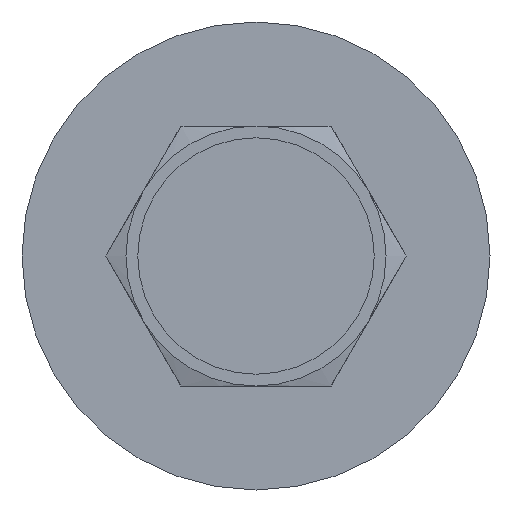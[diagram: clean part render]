
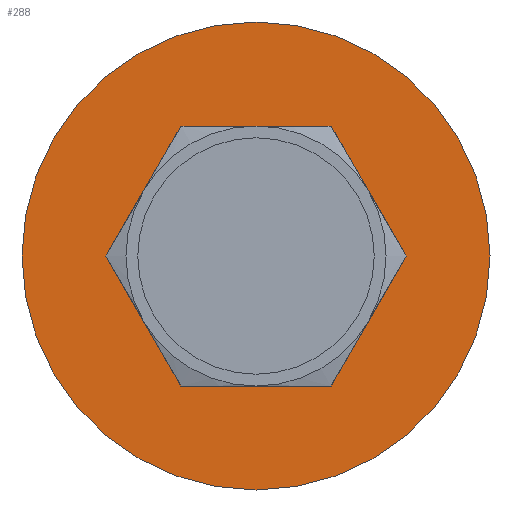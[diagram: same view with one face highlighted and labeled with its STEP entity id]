
A CAD part, left-side view. The second image highlights one B-rep face of the part: STEP entity #288.
In plain terms, the highlighted planar face has unit normal (-1, 0, 0).
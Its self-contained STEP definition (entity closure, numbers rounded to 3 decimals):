
#40=FACE_BOUND('',#95,.T.);
#48=LINE('',#440,#60);
#49=LINE('',#442,#61);
#50=LINE('',#444,#62);
#51=LINE('',#446,#63);
#52=LINE('',#448,#64);
#53=LINE('',#449,#65);
#60=VECTOR('',#354,5.774);
#61=VECTOR('',#355,5.774);
#62=VECTOR('',#356,5.774);
#63=VECTOR('',#357,5.774);
#64=VECTOR('',#358,5.774);
#65=VECTOR('',#359,5.774);
#72=FACE_OUTER_BOUND('',#94,.T.);
#94=EDGE_LOOP('',(#202));
#95=EDGE_LOOP('',(#203,#204,#205,#206,#207,#208));
#124=CIRCLE('',#313,9.);
#138=VERTEX_POINT('',#436);
#139=VERTEX_POINT('',#438);
#140=VERTEX_POINT('',#439);
#141=VERTEX_POINT('',#441);
#142=VERTEX_POINT('',#443);
#143=VERTEX_POINT('',#445);
#144=VERTEX_POINT('',#447);
#164=EDGE_CURVE('',#138,#138,#124,.T.);
#165=EDGE_CURVE('',#139,#140,#48,.T.);
#166=EDGE_CURVE('',#140,#141,#49,.T.);
#167=EDGE_CURVE('',#141,#142,#50,.T.);
#168=EDGE_CURVE('',#142,#143,#51,.T.);
#169=EDGE_CURVE('',#143,#144,#52,.T.);
#170=EDGE_CURVE('',#144,#139,#53,.T.);
#202=ORIENTED_EDGE('',*,*,#164,.F.);
#203=ORIENTED_EDGE('',*,*,#165,.T.);
#204=ORIENTED_EDGE('',*,*,#166,.T.);
#205=ORIENTED_EDGE('',*,*,#167,.T.);
#206=ORIENTED_EDGE('',*,*,#168,.T.);
#207=ORIENTED_EDGE('',*,*,#169,.T.);
#208=ORIENTED_EDGE('',*,*,#170,.T.);
#278=PLANE('',#312);
#288=ADVANCED_FACE('',(#72,#40),#278,.T.);
#312=AXIS2_PLACEMENT_3D('',#435,#350,#351);
#313=AXIS2_PLACEMENT_3D('',#437,#352,#353);
#350=DIRECTION('center_axis',(-1.,0.,0.));
#351=DIRECTION('ref_axis',(0.,0.,1.));
#352=DIRECTION('center_axis',(1.,0.,0.));
#353=DIRECTION('ref_axis',(0.,1.,0.));
#354=DIRECTION('',(0.,1.,0.));
#355=DIRECTION('',(0.,0.5,0.866));
#356=DIRECTION('',(0.,-0.5,0.866));
#357=DIRECTION('',(0.,-1.,0.));
#358=DIRECTION('',(0.,-0.5,-0.866));
#359=DIRECTION('',(0.,0.5,-0.866));
#435=CARTESIAN_POINT('Origin',(0.,6.125,0.));
#436=CARTESIAN_POINT('',(0.,9.,0.));
#437=CARTESIAN_POINT('Origin',(0.,0.,0.));
#438=CARTESIAN_POINT('',(0.,-2.887,-5.));
#439=CARTESIAN_POINT('',(0.,2.887,-5.));
#440=CARTESIAN_POINT('',(0.,0.844,-5.));
#441=CARTESIAN_POINT('',(0.,5.774,0.));
#442=CARTESIAN_POINT('',(0.,4.18,-2.759));
#443=CARTESIAN_POINT('',(0.,2.887,5.));
#444=CARTESIAN_POINT('',(0.,5.624,0.259));
#445=CARTESIAN_POINT('',(0.,-2.887,5.));
#446=CARTESIAN_POINT('',(0.,3.731,5.));
#447=CARTESIAN_POINT('',(0.,-5.774,0.));
#448=CARTESIAN_POINT('',(0.,-3.037,4.741));
#449=CARTESIAN_POINT('',(0.,-4.48,-2.241));
